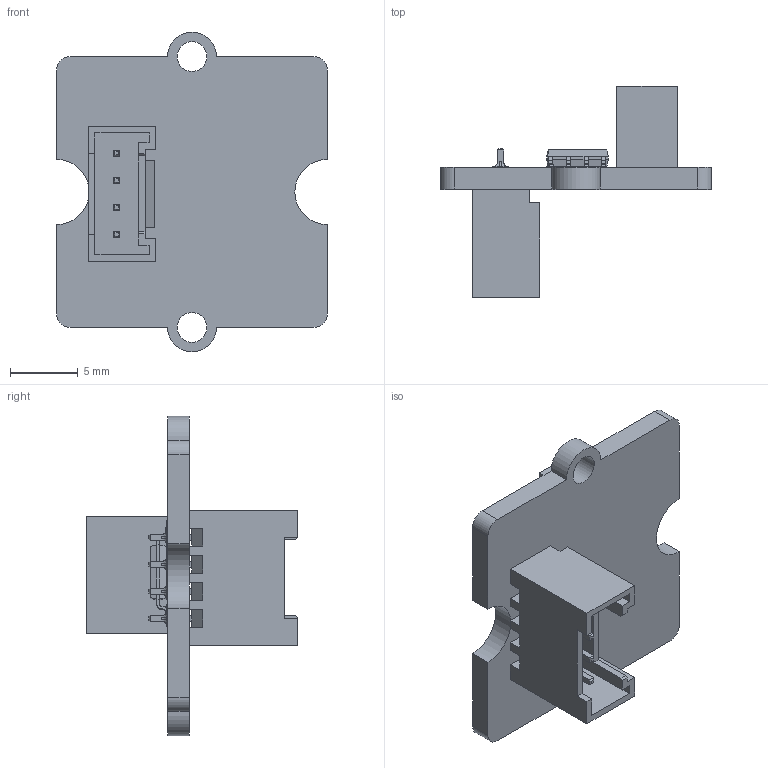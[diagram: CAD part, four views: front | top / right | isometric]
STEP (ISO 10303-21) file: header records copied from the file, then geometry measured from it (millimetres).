
FILE_DESCRIPTION (( 'STEP AP214' ), '1' );
FILE_NAME ('Grove Line Finder.STEP', '2024-01-16T12:54:59', ( '' ), ( '' ), 'SwSTEP 2.0', 'SolidWorks 2020', '' );
FILE_SCHEMA (( 'AUTOMOTIVE_DESIGN' ));
Length unit declared in the file: millimetre
Products named in the file (5): Grove Line Finder; Connecteur Grove (droit); Sensor; LM358; PCB grove 20x20
Assembly tree (4 placements, depth 2):
  Grove Line Finder
    PCB grove 20x20
    Sensor
    Connecteur Grove (droit)
    LM358
Bounding box: 20 x 15.6 x 23.6 mm (x, y, z)
Volume: 951.1 mm3; surface area: 1969.8 mm2
Topology: 8 solids, 8 shells, 442 faces, 1145 edges, 732 vertices
Faces by surface type: plane 295, cylinder 113, bspline 32, sphere 2
Full cylindrical faces by diameter (mm): 0.4 x1, 1.2 x4, 2.2 x2, 2.4 x2
Entity records: 17980 total; most frequent: CARTESIAN_POINT 3497, ORIENTED_EDGE 2248, DIRECTION 2100, EDGE_CURVE 1124, LINE 758, VECTOR 758, VERTEX_POINT 724, AXIS2_PLACEMENT_3D 671
